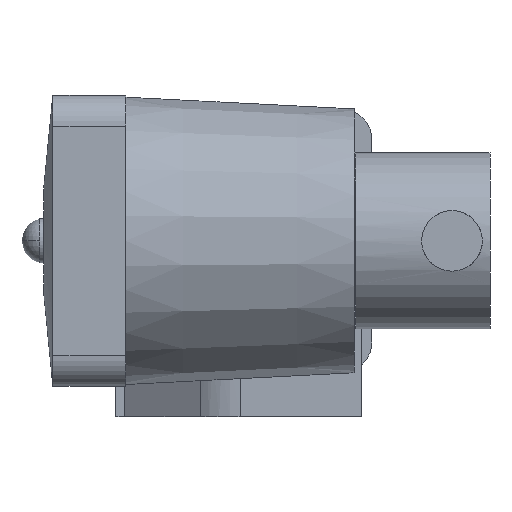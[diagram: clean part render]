
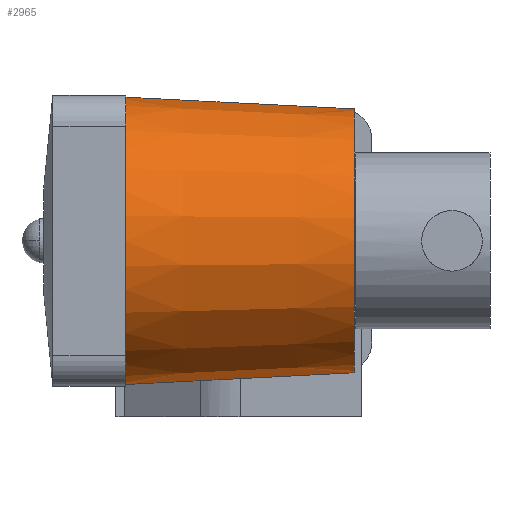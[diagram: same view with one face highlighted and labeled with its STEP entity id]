
A CAD part, left-side view. The second image highlights one B-rep face of the part: STEP entity #2965.
In plain terms, the highlighted conical face has half-angle 2.943 degrees and reference radius 30 mm.
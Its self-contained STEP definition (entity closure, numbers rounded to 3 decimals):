
#43 = VERTEX_POINT ( 'NONE', #2141 ) ;
#51 = CARTESIAN_POINT ( 'NONE',  ( 0., 7.5, -30. ) ) ;
#158 = LINE ( 'NONE', #3074, #2440 ) ;
#172 = FACE_OUTER_BOUND ( 'NONE', #453, .T. ) ;
#288 = DIRECTION ( 'NONE',  ( 0., 0.999, -0.051 ) ) ;
#344 = DIRECTION ( 'NONE',  ( 0., 0., -1. ) ) ;
#410 = CARTESIAN_POINT ( 'NONE',  ( 0., 7.5, 0. ) ) ;
#416 = AXIS2_PLACEMENT_3D ( 'NONE', #410, #2576, #2034 ) ;
#453 = EDGE_LOOP ( 'NONE', ( #2924, #2241, #1591, #2811 ) ) ;
#667 = AXIS2_PLACEMENT_3D ( 'NONE', #2701, #1066, #344 ) ;
#800 = VERTEX_POINT ( 'NONE', #1351 ) ;
#802 = EDGE_CURVE ( 'NONE', #2755, #800, #1896, .T. ) ;
#882 = EDGE_CURVE ( 'NONE', #2909, #800, #158, .T. ) ;
#916 = DIRECTION ( 'NONE',  ( 0., 0., -1. ) ) ;
#917 = CIRCLE ( 'NONE', #667, 30. ) ;
#1049 = EDGE_CURVE ( 'NONE', #43, #2755, #2411, .T. ) ;
#1066 = DIRECTION ( 'NONE',  ( 0., -1., 0. ) ) ;
#1351 = CARTESIAN_POINT ( 'NONE',  ( 0., 59.5, 32.673 ) ) ;
#1405 = DIRECTION ( 'NONE',  ( 0., 1., 0. ) ) ;
#1534 = VECTOR ( 'NONE', #288, 1000. ) ;
#1591 = ORIENTED_EDGE ( 'NONE', *, *, #882, .T. ) ;
#1596 = EDGE_CURVE ( 'NONE', #2909, #43, #917, .T. ) ;
#1620 = CARTESIAN_POINT ( 'NONE',  ( 0., 7.5, 30. ) ) ;
#1896 = CIRCLE ( 'NONE', #2541, 32.673 ) ;
#2034 = DIRECTION ( 'NONE',  ( 0., 0., 1. ) ) ;
#2141 = CARTESIAN_POINT ( 'NONE',  ( 0., 7.5, -30. ) ) ;
#2241 = ORIENTED_EDGE ( 'NONE', *, *, #1596, .F. ) ;
#2387 = CONICAL_SURFACE ( 'NONE', #416, 30., 0.051 ) ;
#2411 = LINE ( 'NONE', #51, #1534 ) ;
#2425 = CARTESIAN_POINT ( 'NONE',  ( 0., 59.5, -32.673 ) ) ;
#2440 = VECTOR ( 'NONE', #3090, 1000. ) ;
#2541 = AXIS2_PLACEMENT_3D ( 'NONE', #2615, #1405, #916 ) ;
#2576 = DIRECTION ( 'NONE',  ( 0., 1., 0. ) ) ;
#2615 = CARTESIAN_POINT ( 'NONE',  ( 0., 59.5, 0. ) ) ;
#2701 = CARTESIAN_POINT ( 'NONE',  ( 0., 7.5, 0. ) ) ;
#2755 = VERTEX_POINT ( 'NONE', #2425 ) ;
#2811 = ORIENTED_EDGE ( 'NONE', *, *, #802, .F. ) ;
#2909 = VERTEX_POINT ( 'NONE', #1620 ) ;
#2924 = ORIENTED_EDGE ( 'NONE', *, *, #1049, .F. ) ;
#2965 = ADVANCED_FACE ( 'NONE', ( #172 ), #2387, .T. ) ;
#3074 = CARTESIAN_POINT ( 'NONE',  ( 0., 7.5, 30. ) ) ;
#3090 = DIRECTION ( 'NONE',  ( 0., 0.999, 0.051 ) ) ;
